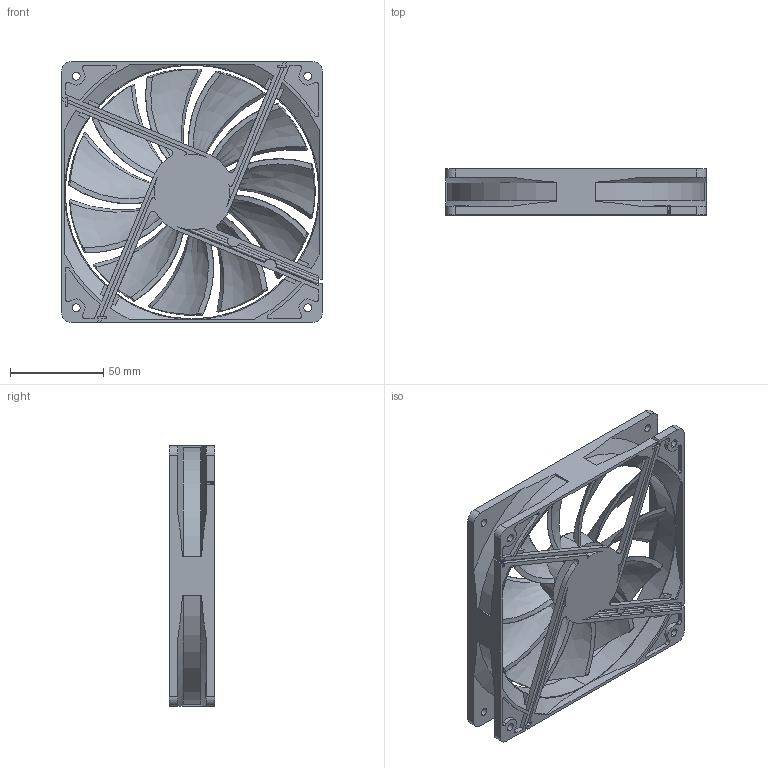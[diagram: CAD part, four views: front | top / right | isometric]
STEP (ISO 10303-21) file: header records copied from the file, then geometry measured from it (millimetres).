
FILE_DESCRIPTION (( 'STEP AP214' ), '1' );
FILE_NAME ('Fractal Design Silent Series R2 140mm.STEP', '2014-02-14T13:56:09', ( '' ), ( '' ), 'SwSTEP 2.0', 'SolidWorks 2013', '' );
FILE_SCHEMA (( 'AUTOMOTIVE_DESIGN' ));
Length unit declared in the file: millimetre
Products named in the file (3): Fan Frame^Fractal Design Silent Series R2 140mm; Fractal Design Silent Series R2 140mm; Fan^Fractal Design Silent Series R2 140mm
Assembly tree (2 placements, depth 2):
  Fractal Design Silent Series R2 140mm
    Fan Frame^Fractal Design Silent Series R2 140mm
    Fan^Fractal Design Silent Series R2 140mm
Bounding box: 140 x 24.65 x 140 mm (x, y, z)
Volume: 95347.9 mm3; surface area: 80910.9 mm2
Topology: 2 solids, 2 shells, 413 faces, 1226 edges, 810 vertices
Faces by surface type: plane 157, cylinder 118, bspline 116, cone 20, torus 2
Entity records: 34503 total; most frequent: CARTESIAN_POINT 24060, ORIENTED_EDGE 2452, DIRECTION 1722, EDGE_CURVE 1226, VERTEX_POINT 810, AXIS2_PLACEMENT_3D 617, LINE 488, VECTOR 488
